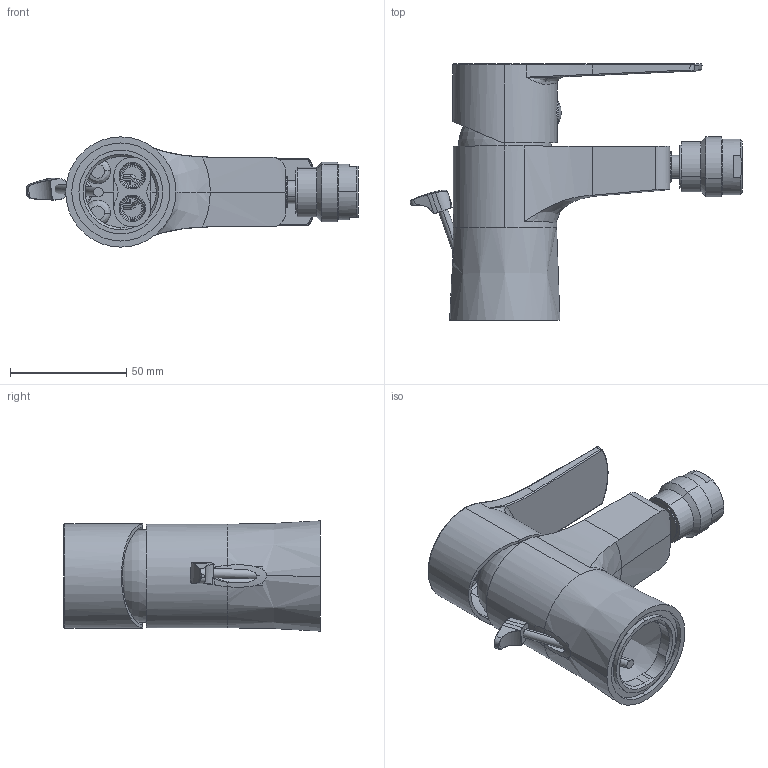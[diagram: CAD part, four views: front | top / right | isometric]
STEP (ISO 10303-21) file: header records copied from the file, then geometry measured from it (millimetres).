
FILE_DESCRIPTION (( 'STEP AP203' ), '1' );
FILE_NAME ('18BP06081_ok.STEP', '2025-05-21T12:26:24', ( '' ), ( '' ), 'SwSTEP 2.0', 'SolidWorks 2021', '' );
FILE_SCHEMA (( 'CONFIG_CONTROL_DESIGN' ));
Length unit declared in the file: millimetre
Products named in the file (1): 18BP06081_ok
Bounding box: 142.95 x 110.45 x 47.5 mm (x, y, z)
Volume: 87810 mm3; surface area: 69991.4 mm2
Topology: 11 solids, 11 shells, 1448 faces, 3861 edges, 2487 vertices
Faces by surface type: plane 960, cylinder 245, bspline 149, cone 65, torus 23, sphere 6
Entity records: 55762 total; most frequent: CARTESIAN_POINT 20578, ORIENTED_EDGE 7674, DIRECTION 6570, EDGE_CURVE 3837, VECTOR 2746, LINE 2746, VERTEX_POINT 2485, AXIS2_PLACEMENT_3D 1912
